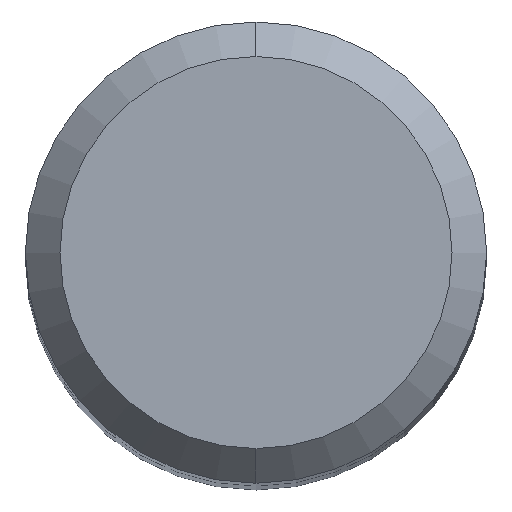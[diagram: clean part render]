
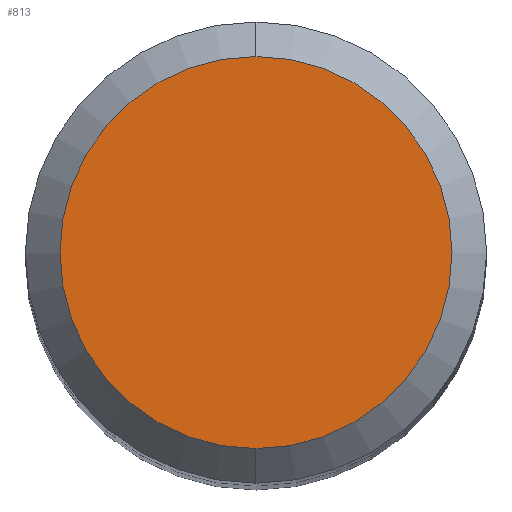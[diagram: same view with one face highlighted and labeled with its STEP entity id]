
A CAD part, top view. The second image highlights one B-rep face of the part: STEP entity #813.
In plain terms, the highlighted planar face has unit normal (0, 0, 1).
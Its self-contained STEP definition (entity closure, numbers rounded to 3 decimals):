
#813=ADVANCED_FACE('',(#1378),#1379,.T.);
#1378=FACE_OUTER_BOUND('',#2206,.T.);
#1379=PLANE('',#2207);
#2206=EDGE_LOOP('',(#2520,#2521));
#2207=AXIS2_PLACEMENT_3D('',#2522,#2523,#2524);
#2520=ORIENTED_EDGE('',*,*,#3123,.F.);
#2521=ORIENTED_EDGE('',*,*,#3126,.F.);
#2522=CARTESIAN_POINT('',(0.,3.4,48.0));
#2523=DIRECTION('',(0.,0.0,1.0));
#2524=DIRECTION('',(0.0,-1.0,0.0));
#3123=EDGE_CURVE('',#3428,#3430,#3431,.T.);
#3126=EDGE_CURVE('',#3430,#3428,#3434,.T.);
#3428=VERTEX_POINT('',#3479);
#3430=VERTEX_POINT('',#3482);
#3431=CIRCLE('',#3483,6.8);
#3434=CIRCLE('',#3487,6.8);
#3479=CARTESIAN_POINT('',(0.,6.8,48.0));
#3482=CARTESIAN_POINT('',(0.,-6.8,48.0));
#3483=AXIS2_PLACEMENT_3D('',#3528,#3529,#3530);
#3487=AXIS2_PLACEMENT_3D('',#3532,#3533,#3534);
#3528=CARTESIAN_POINT('',(0.,0.0,48.0));
#3529=DIRECTION('',(0.,0.0,-1.0));
#3530=DIRECTION('',(0.0,1.0,0.0));
#3532=CARTESIAN_POINT('',(0.,0.0,48.0));
#3533=DIRECTION('',(0.,0.0,-1.0));
#3534=DIRECTION('',(0.0,1.0,0.0));
